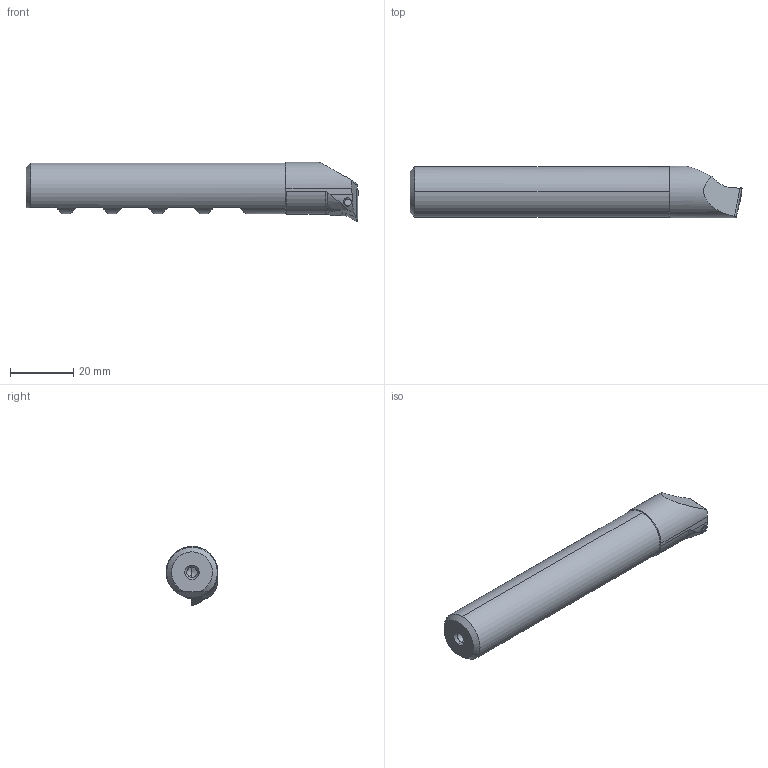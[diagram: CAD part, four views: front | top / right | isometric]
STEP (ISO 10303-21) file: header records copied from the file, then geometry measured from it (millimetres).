
FILE_DESCRIPTION (( 'STEP AP203' ), '1' );
FILE_NAME ('253.020.T11.105.STEP', '2024-08-26T13:21:45', ( '' ), ( '' ), 'SwSTEP 2.0', 'SolidWorks 2022', '' );
FILE_SCHEMA (( 'CONFIG_CONTROL_DESIGN' ));
Length unit declared in the file: millimetre
Products named in the file (4): TPGH110304; 253.020.T11.105; B20-WTI.016.105_B; WLA-ER2.001.007_A
Assembly tree (3 placements, depth 2):
  253.020.T11.105
    B20-WTI.016.105_B
    TPGH110304
    WLA-ER2.001.007_A
Bounding box: 105 x 16.4 x 18.7 mm (x, y, z)
Volume: 18056 mm3; surface area: 6738.9 mm2
Topology: 3 solids, 3 shells, 120 faces, 314 edges, 196 vertices
Faces by surface type: cylinder 40, plane 39, cone 31, torus 9, bspline 1
Entity records: 4365 total; most frequent: CARTESIAN_POINT 1135, ORIENTED_EDGE 618, DIRECTION 573, EDGE_CURVE 309, AXIS2_PLACEMENT_3D 222, VERTEX_POINT 196, VECTOR 129, LINE 129
